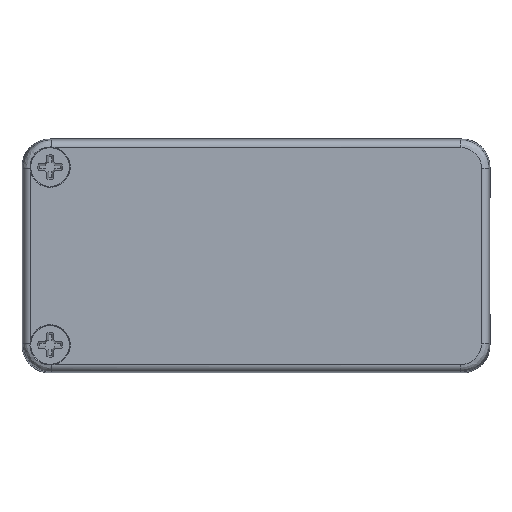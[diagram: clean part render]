
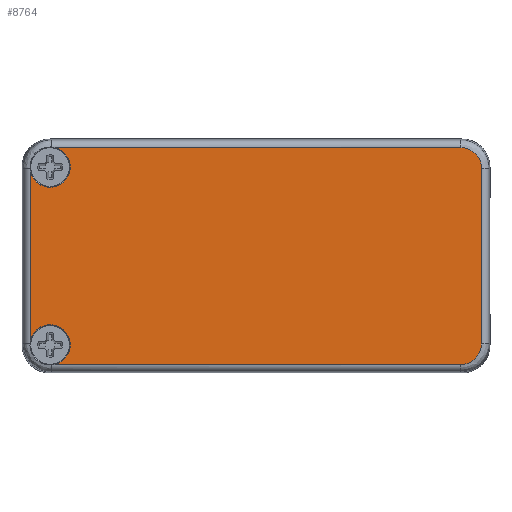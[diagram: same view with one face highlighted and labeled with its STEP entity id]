
A CAD part, front view. The second image highlights one B-rep face of the part: STEP entity #8764.
In plain terms, the highlighted planar face has unit normal (0, -1, 0).
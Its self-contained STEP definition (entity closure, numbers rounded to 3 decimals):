
#155=ELLIPSE('',#9176,2.201,2.2);
#156=ELLIPSE('',#9177,2.201,2.2);
#219=CIRCLE('',#9174,2.15);
#220=CIRCLE('',#9175,2.15);
#1015=FACE_OUTER_BOUND('',#1535,.T.);
#1535=EDGE_LOOP('',(#7004,#7005,#7006,#7007,#7008,#7009,#7010,#7011));
#2297=LINE('',#14556,#3145);
#2298=LINE('',#14560,#3146);
#2299=LINE('',#14564,#3147);
#2300=LINE('',#14567,#3148);
#3145=VECTOR('',#10377,17.937);
#3146=VECTOR('',#10380,43.352);
#3147=VECTOR('',#10383,18.767);
#3148=VECTOR('',#10386,43.352);
#3971=VERTEX_POINT('',#14552);
#3972=VERTEX_POINT('',#14553);
#3973=VERTEX_POINT('',#14555);
#3974=VERTEX_POINT('',#14557);
#3975=VERTEX_POINT('',#14559);
#3976=VERTEX_POINT('',#14561);
#3977=VERTEX_POINT('',#14563);
#3978=VERTEX_POINT('',#14565);
#5042=EDGE_CURVE('',#3971,#3972,#219,.T.);
#5043=EDGE_CURVE('',#3973,#3972,#2297,.T.);
#5044=EDGE_CURVE('',#3973,#3974,#220,.T.);
#5045=EDGE_CURVE('',#3975,#3974,#2298,.T.);
#5046=EDGE_CURVE('',#3976,#3975,#155,.T.);
#5047=EDGE_CURVE('',#3977,#3976,#2299,.T.);
#5048=EDGE_CURVE('',#3978,#3977,#156,.T.);
#5049=EDGE_CURVE('',#3971,#3978,#2300,.T.);
#7004=ORIENTED_EDGE('',*,*,#5042,.T.);
#7005=ORIENTED_EDGE('',*,*,#5043,.F.);
#7006=ORIENTED_EDGE('',*,*,#5044,.T.);
#7007=ORIENTED_EDGE('',*,*,#5045,.F.);
#7008=ORIENTED_EDGE('',*,*,#5046,.F.);
#7009=ORIENTED_EDGE('',*,*,#5047,.F.);
#7010=ORIENTED_EDGE('',*,*,#5048,.F.);
#7011=ORIENTED_EDGE('',*,*,#5049,.F.);
#8398=PLANE('',#9173);
#8764=ADVANCED_FACE('',(#1015),#8398,.T.);
#9173=AXIS2_PLACEMENT_3D('',#14551,#10373,#10374);
#9174=AXIS2_PLACEMENT_3D('',#14554,#10375,#10376);
#9175=AXIS2_PLACEMENT_3D('',#14558,#10378,#10379);
#9176=AXIS2_PLACEMENT_3D('',#14562,#10381,#10382);
#9177=AXIS2_PLACEMENT_3D('',#14566,#10384,#10385);
#10373=DIRECTION('center_axis',(0.,-1.,0.));
#10374=DIRECTION('ref_axis',(0.,0.,-1.));
#10375=DIRECTION('center_axis',(0.,1.,0.));
#10376=DIRECTION('ref_axis',(1.,0.,0.));
#10377=DIRECTION('',(0.,0.,1.));
#10378=DIRECTION('center_axis',(0.,1.,0.));
#10379=DIRECTION('ref_axis',(1.,0.,0.));
#10380=DIRECTION('',(-1.,0.,0.));
#10381=DIRECTION('center_axis',(0.,1.,0.));
#10382=DIRECTION('ref_axis',(0.707,0.,-0.707));
#10383=DIRECTION('',(0.,0.,-1.));
#10384=DIRECTION('center_axis',(0.,1.,0.));
#10385=DIRECTION('ref_axis',(0.707,0.,0.707));
#10386=DIRECTION('',(1.,0.,0.));
#14551=CARTESIAN_POINT('Origin',(0.,-7.5,0.));
#14552=CARTESIAN_POINT('',(-21.469,-7.5,11.583));
#14553=CARTESIAN_POINT('',(-24.083,-7.5,8.969));
#14554=CARTESIAN_POINT('Origin',(-22.,-7.5,9.5));
#14555=CARTESIAN_POINT('',(-24.083,-7.5,-8.969));
#14556=CARTESIAN_POINT('',(-24.083,-7.5,-6.25));
#14557=CARTESIAN_POINT('',(-21.469,-7.5,-11.583));
#14558=CARTESIAN_POINT('Origin',(-22.,-7.5,-9.5));
#14559=CARTESIAN_POINT('',(21.883,-7.5,-11.583));
#14560=CARTESIAN_POINT('',(12.5,-7.5,-11.583));
#14561=CARTESIAN_POINT('',(24.083,-7.5,-9.383));
#14562=CARTESIAN_POINT('Origin',(21.883,-7.5,-9.383));
#14563=CARTESIAN_POINT('',(24.083,-7.5,9.383));
#14564=CARTESIAN_POINT('',(24.083,-7.5,6.25));
#14565=CARTESIAN_POINT('',(21.883,-7.5,11.583));
#14566=CARTESIAN_POINT('Origin',(21.883,-7.5,9.383));
#14567=CARTESIAN_POINT('',(-12.5,-7.5,11.583));
